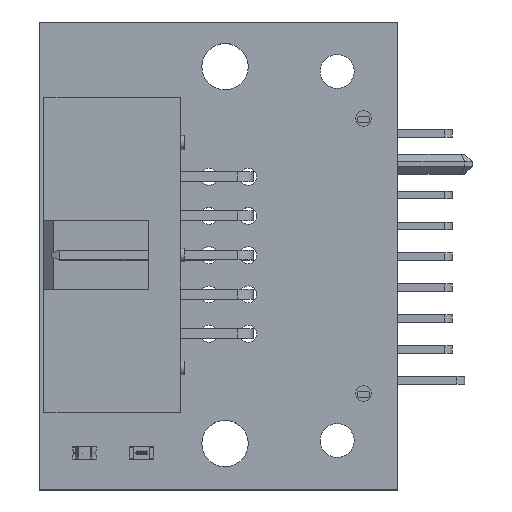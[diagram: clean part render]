
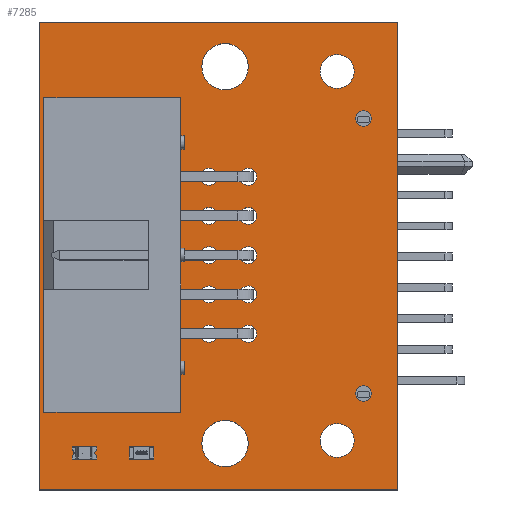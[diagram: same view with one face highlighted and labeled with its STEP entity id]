
A CAD part, top view. The second image highlights one B-rep face of the part: STEP entity #7285.
In plain terms, the highlighted planar face has unit normal (0, 0, 1).
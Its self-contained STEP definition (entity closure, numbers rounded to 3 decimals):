
#6580 = VERTEX_POINT('',#6581);
#6581 = CARTESIAN_POINT('',(0.,0.,0.));
#6587 = EDGE_CURVE('',#6580,#6588,#6590,.T.);
#6588 = VERTEX_POINT('',#6589);
#6589 = CARTESIAN_POINT('',(23.2,0.,0.));
#6590 = LINE('',#6591,#6592);
#6591 = CARTESIAN_POINT('',(0.,0.,0.));
#6592 = VECTOR('',#6593,1.);
#6593 = DIRECTION('',(1.,0.,0.));
#6618 = EDGE_CURVE('',#6588,#6619,#6621,.T.);
#6619 = VERTEX_POINT('',#6620);
#6620 = CARTESIAN_POINT('',(23.2,30.3,0.));
#6621 = LINE('',#6622,#6623);
#6622 = CARTESIAN_POINT('',(23.2,0.,0.));
#6623 = VECTOR('',#6624,1.);
#6624 = DIRECTION('',(0.,1.,0.));
#6649 = EDGE_CURVE('',#6619,#6650,#6652,.T.);
#6650 = VERTEX_POINT('',#6651);
#6651 = CARTESIAN_POINT('',(0.,30.3,0.));
#6652 = LINE('',#6653,#6654);
#6653 = CARTESIAN_POINT('',(23.2,30.3,0.));
#6654 = VECTOR('',#6655,1.);
#6655 = DIRECTION('',(-1.,0.,0.));
#6680 = EDGE_CURVE('',#6650,#6580,#6681,.T.);
#6681 = LINE('',#6682,#6683);
#6682 = CARTESIAN_POINT('',(0.,30.3,0.));
#6683 = VECTOR('',#6684,1.);
#6684 = DIRECTION('',(0.,-1.,0.));
#6704 = VERTEX_POINT('',#6705);
#6705 = CARTESIAN_POINT('',(11.515,12.66,0.));
#6711 = EDGE_CURVE('',#6704,#6704,#6712,.T.);
#6712 = CIRCLE('',#6713,0.55);
#6713 = AXIS2_PLACEMENT_3D('',#6714,#6715,#6716);
#6714 = CARTESIAN_POINT('',(10.965,12.66,0.));
#6715 = DIRECTION('',(0.,0.,1.));
#6716 = DIRECTION('',(1.,0.,0.));
#6737 = VERTEX_POINT('',#6738);
#6738 = CARTESIAN_POINT('',(11.515,15.2,0.));
#6744 = EDGE_CURVE('',#6737,#6737,#6745,.T.);
#6745 = CIRCLE('',#6746,0.55);
#6746 = AXIS2_PLACEMENT_3D('',#6747,#6748,#6749);
#6747 = CARTESIAN_POINT('',(10.965,15.2,0.));
#6748 = DIRECTION('',(0.,0.,1.));
#6749 = DIRECTION('',(1.,0.,0.));
#6770 = VERTEX_POINT('',#6771);
#6771 = CARTESIAN_POINT('',(13.5,3.,0.));
#6777 = EDGE_CURVE('',#6770,#6770,#6778,.T.);
#6778 = CIRCLE('',#6779,1.5);
#6779 = AXIS2_PLACEMENT_3D('',#6780,#6781,#6782);
#6780 = CARTESIAN_POINT('',(12.,3.,0.));
#6781 = DIRECTION('',(0.,0.,1.));
#6782 = DIRECTION('',(1.,0.,0.));
#6803 = VERTEX_POINT('',#6804);
#6804 = CARTESIAN_POINT('',(11.515,10.12,0.));
#6810 = EDGE_CURVE('',#6803,#6803,#6811,.T.);
#6811 = CIRCLE('',#6812,0.55);
#6812 = AXIS2_PLACEMENT_3D('',#6813,#6814,#6815);
#6813 = CARTESIAN_POINT('',(10.965,10.12,0.));
#6814 = DIRECTION('',(0.,0.,1.));
#6815 = DIRECTION('',(1.,0.,0.));
#6836 = VERTEX_POINT('',#6837);
#6837 = CARTESIAN_POINT('',(11.515,17.74,0.));
#6843 = EDGE_CURVE('',#6836,#6836,#6844,.T.);
#6844 = CIRCLE('',#6845,0.55);
#6845 = AXIS2_PLACEMENT_3D('',#6846,#6847,#6848);
#6846 = CARTESIAN_POINT('',(10.965,17.74,0.));
#6847 = DIRECTION('',(0.,0.,1.));
#6848 = DIRECTION('',(1.,0.,0.));
#6869 = VERTEX_POINT('',#6870);
#6870 = CARTESIAN_POINT('',(11.515,20.28,0.));
#6876 = EDGE_CURVE('',#6869,#6869,#6877,.T.);
#6877 = CIRCLE('',#6878,0.55);
#6878 = AXIS2_PLACEMENT_3D('',#6879,#6880,#6881);
#6879 = CARTESIAN_POINT('',(10.965,20.28,0.));
#6880 = DIRECTION('',(0.,0.,1.));
#6881 = DIRECTION('',(1.,0.,0.));
#6902 = VERTEX_POINT('',#6903);
#6903 = CARTESIAN_POINT('',(14.055,15.2,0.));
#6909 = EDGE_CURVE('',#6902,#6902,#6910,.T.);
#6910 = CIRCLE('',#6911,0.55);
#6911 = AXIS2_PLACEMENT_3D('',#6912,#6913,#6914);
#6912 = CARTESIAN_POINT('',(13.505,15.2,0.));
#6913 = DIRECTION('',(0.,0.,1.));
#6914 = DIRECTION('',(1.,0.,0.));
#6935 = VERTEX_POINT('',#6936);
#6936 = CARTESIAN_POINT('',(13.5,27.4,0.));
#6942 = EDGE_CURVE('',#6935,#6935,#6943,.T.);
#6943 = CIRCLE('',#6944,1.5);
#6944 = AXIS2_PLACEMENT_3D('',#6945,#6946,#6947);
#6945 = CARTESIAN_POINT('',(12.,27.4,0.));
#6946 = DIRECTION('',(0.,0.,1.));
#6947 = DIRECTION('',(1.,0.,0.));
#6968 = VERTEX_POINT('',#6969);
#6969 = CARTESIAN_POINT('',(14.055,10.12,0.));
#6975 = EDGE_CURVE('',#6968,#6968,#6976,.T.);
#6976 = CIRCLE('',#6977,0.55);
#6977 = AXIS2_PLACEMENT_3D('',#6978,#6979,#6980);
#6978 = CARTESIAN_POINT('',(13.505,10.12,0.));
#6979 = DIRECTION('',(0.,0.,1.));
#6980 = DIRECTION('',(1.,0.,0.));
#7001 = VERTEX_POINT('',#7002);
#7002 = CARTESIAN_POINT('',(14.055,12.66,0.));
#7008 = EDGE_CURVE('',#7001,#7001,#7009,.T.);
#7009 = CIRCLE('',#7010,0.55);
#7010 = AXIS2_PLACEMENT_3D('',#7011,#7012,#7013);
#7011 = CARTESIAN_POINT('',(13.505,12.66,0.));
#7012 = DIRECTION('',(0.,0.,1.));
#7013 = DIRECTION('',(1.,0.,0.));
#7034 = VERTEX_POINT('',#7035);
#7035 = CARTESIAN_POINT('',(20.362,3.202,0.));
#7041 = EDGE_CURVE('',#7034,#7034,#7042,.T.);
#7042 = CIRCLE('',#7043,1.1);
#7043 = AXIS2_PLACEMENT_3D('',#7044,#7045,#7046);
#7044 = CARTESIAN_POINT('',(19.262,3.202,0.));
#7045 = DIRECTION('',(0.,0.,1.));
#7046 = DIRECTION('',(1.,0.,0.));
#7067 = VERTEX_POINT('',#7068);
#7068 = CARTESIAN_POINT('',(21.462,6.252,0.));
#7074 = EDGE_CURVE('',#7067,#7067,#7075,.T.);
#7075 = CIRCLE('',#7076,0.5);
#7076 = AXIS2_PLACEMENT_3D('',#7077,#7078,#7079);
#7077 = CARTESIAN_POINT('',(20.962,6.252,0.));
#7078 = DIRECTION('',(0.,0.,1.));
#7079 = DIRECTION('',(1.,0.,0.));
#7100 = VERTEX_POINT('',#7101);
#7101 = CARTESIAN_POINT('',(14.055,17.74,0.));
#7107 = EDGE_CURVE('',#7100,#7100,#7108,.T.);
#7108 = CIRCLE('',#7109,0.55);
#7109 = AXIS2_PLACEMENT_3D('',#7110,#7111,#7112);
#7110 = CARTESIAN_POINT('',(13.505,17.74,0.));
#7111 = DIRECTION('',(0.,0.,1.));
#7112 = DIRECTION('',(1.,0.,0.));
#7133 = VERTEX_POINT('',#7134);
#7134 = CARTESIAN_POINT('',(14.055,20.28,0.));
#7140 = EDGE_CURVE('',#7133,#7133,#7141,.T.);
#7141 = CIRCLE('',#7142,0.55);
#7142 = AXIS2_PLACEMENT_3D('',#7143,#7144,#7145);
#7143 = CARTESIAN_POINT('',(13.505,20.28,0.));
#7144 = DIRECTION('',(0.,0.,1.));
#7145 = DIRECTION('',(1.,0.,0.));
#7166 = VERTEX_POINT('',#7167);
#7167 = CARTESIAN_POINT('',(21.462,24.052,0.));
#7173 = EDGE_CURVE('',#7166,#7166,#7174,.T.);
#7174 = CIRCLE('',#7175,0.5);
#7175 = AXIS2_PLACEMENT_3D('',#7176,#7177,#7178);
#7176 = CARTESIAN_POINT('',(20.962,24.052,0.));
#7177 = DIRECTION('',(0.,0.,1.));
#7178 = DIRECTION('',(1.,0.,0.));
#7199 = VERTEX_POINT('',#7200);
#7200 = CARTESIAN_POINT('',(20.362,27.102,0.));
#7206 = EDGE_CURVE('',#7199,#7199,#7207,.T.);
#7207 = CIRCLE('',#7208,1.1);
#7208 = AXIS2_PLACEMENT_3D('',#7209,#7210,#7211);
#7209 = CARTESIAN_POINT('',(19.262,27.102,0.));
#7210 = DIRECTION('',(0.,0.,1.));
#7211 = DIRECTION('',(1.,0.,0.));
#7285 = ADVANCED_FACE('',(#7286,#7292,#7295,#7298,#7301,#7304,#7307,
    #7310,#7313,#7316,#7319,#7322,#7325,#7328,#7331,#7334,#7337),#7340,
  .F.);
#7286 = FACE_BOUND('',#7287,.T.);
#7287 = EDGE_LOOP('',(#7288,#7289,#7290,#7291));
#7288 = ORIENTED_EDGE('',*,*,#6587,.T.);
#7289 = ORIENTED_EDGE('',*,*,#6618,.T.);
#7290 = ORIENTED_EDGE('',*,*,#6649,.T.);
#7291 = ORIENTED_EDGE('',*,*,#6680,.T.);
#7292 = FACE_BOUND('',#7293,.F.);
#7293 = EDGE_LOOP('',(#7294));
#7294 = ORIENTED_EDGE('',*,*,#6711,.T.);
#7295 = FACE_BOUND('',#7296,.F.);
#7296 = EDGE_LOOP('',(#7297));
#7297 = ORIENTED_EDGE('',*,*,#6744,.T.);
#7298 = FACE_BOUND('',#7299,.F.);
#7299 = EDGE_LOOP('',(#7300));
#7300 = ORIENTED_EDGE('',*,*,#6777,.T.);
#7301 = FACE_BOUND('',#7302,.F.);
#7302 = EDGE_LOOP('',(#7303));
#7303 = ORIENTED_EDGE('',*,*,#6810,.T.);
#7304 = FACE_BOUND('',#7305,.F.);
#7305 = EDGE_LOOP('',(#7306));
#7306 = ORIENTED_EDGE('',*,*,#6843,.T.);
#7307 = FACE_BOUND('',#7308,.F.);
#7308 = EDGE_LOOP('',(#7309));
#7309 = ORIENTED_EDGE('',*,*,#6876,.T.);
#7310 = FACE_BOUND('',#7311,.F.);
#7311 = EDGE_LOOP('',(#7312));
#7312 = ORIENTED_EDGE('',*,*,#6909,.T.);
#7313 = FACE_BOUND('',#7314,.F.);
#7314 = EDGE_LOOP('',(#7315));
#7315 = ORIENTED_EDGE('',*,*,#6942,.T.);
#7316 = FACE_BOUND('',#7317,.F.);
#7317 = EDGE_LOOP('',(#7318));
#7318 = ORIENTED_EDGE('',*,*,#6975,.T.);
#7319 = FACE_BOUND('',#7320,.F.);
#7320 = EDGE_LOOP('',(#7321));
#7321 = ORIENTED_EDGE('',*,*,#7008,.T.);
#7322 = FACE_BOUND('',#7323,.F.);
#7323 = EDGE_LOOP('',(#7324));
#7324 = ORIENTED_EDGE('',*,*,#7041,.T.);
#7325 = FACE_BOUND('',#7326,.F.);
#7326 = EDGE_LOOP('',(#7327));
#7327 = ORIENTED_EDGE('',*,*,#7074,.T.);
#7328 = FACE_BOUND('',#7329,.F.);
#7329 = EDGE_LOOP('',(#7330));
#7330 = ORIENTED_EDGE('',*,*,#7107,.T.);
#7331 = FACE_BOUND('',#7332,.F.);
#7332 = EDGE_LOOP('',(#7333));
#7333 = ORIENTED_EDGE('',*,*,#7140,.T.);
#7334 = FACE_BOUND('',#7335,.F.);
#7335 = EDGE_LOOP('',(#7336));
#7336 = ORIENTED_EDGE('',*,*,#7173,.T.);
#7337 = FACE_BOUND('',#7338,.F.);
#7338 = EDGE_LOOP('',(#7339));
#7339 = ORIENTED_EDGE('',*,*,#7206,.T.);
#7340 = PLANE('',#7341);
#7341 = AXIS2_PLACEMENT_3D('',#7342,#7343,#7344);
#7342 = CARTESIAN_POINT('',(0.,0.,0.));
#7343 = DIRECTION('',(0.,0.,-1.));
#7344 = DIRECTION('',(-1.,0.,0.));
